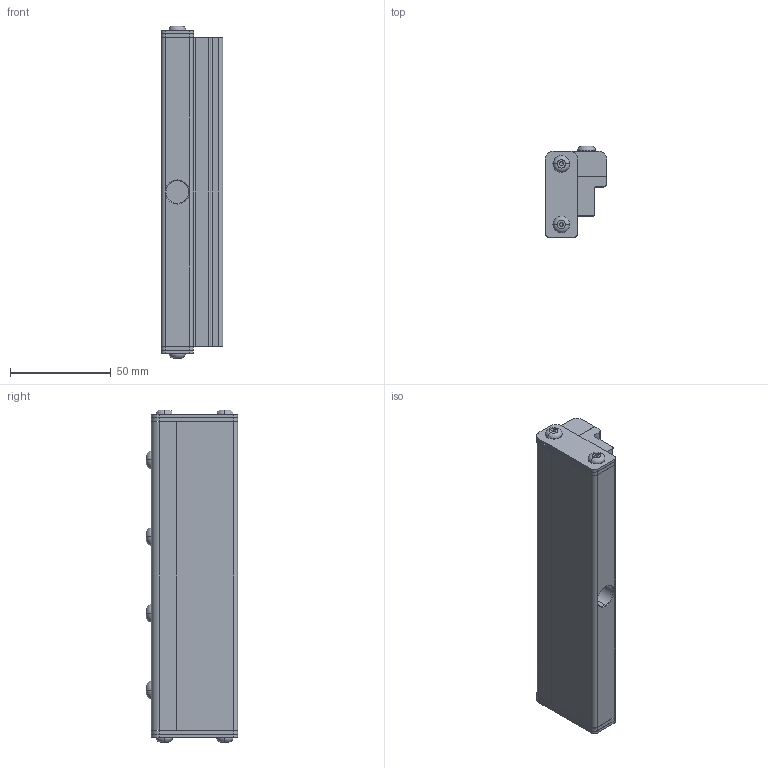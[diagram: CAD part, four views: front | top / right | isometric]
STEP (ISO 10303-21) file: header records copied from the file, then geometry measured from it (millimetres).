
FILE_DESCRIPTION (( 'STEP AP214' ), '1' );
FILE_NAME ('lama d''aria 921-6.STEP', '2013-02-04T15:25:18', ( 'PC' ), ( '' ), 'SwSTEP 2.0', 'SolidWorks 2012', '' );
FILE_SCHEMA (( 'AUTOMOTIVE_DESIGN' ));
Length unit declared in the file: millimetre
Products named in the file (1): lama d''aria 921-6
Bounding box: 30.5 x 45.2 x 164.4 mm (x, y, z)
Volume: 163592.4 mm3; surface area: 39962.8 mm2
Topology: 6 solids, 6 shells, 215 faces, 493 edges, 306 vertices
Faces by surface type: plane 105, cylinder 90, torus 16, cone 3, bspline 1
Entity records: 6206 total; most frequent: CARTESIAN_POINT 1191, DIRECTION 991, ORIENTED_EDGE 986, EDGE_CURVE 493, AXIS2_PLACEMENT_3D 335, LINE 321, VECTOR 321, VERTEX_POINT 306
